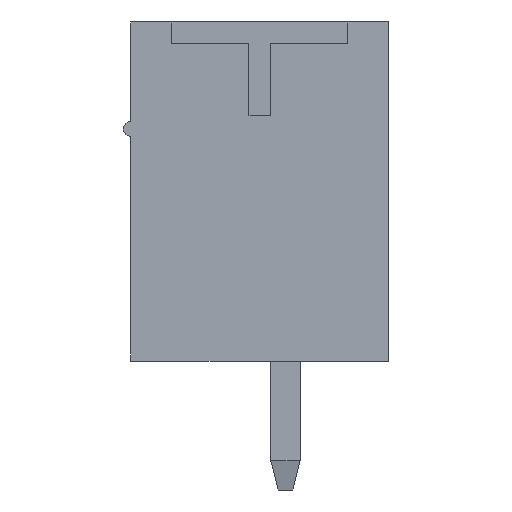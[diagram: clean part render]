
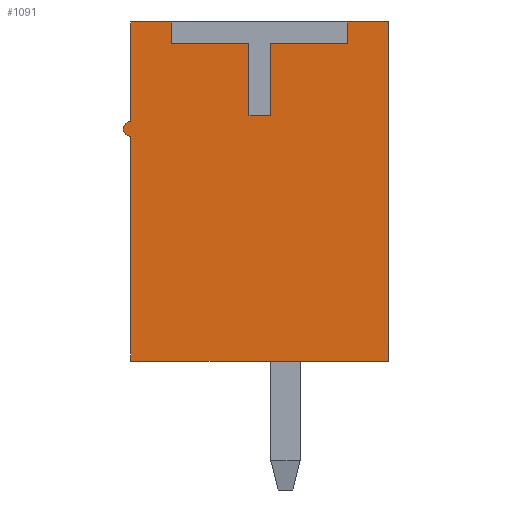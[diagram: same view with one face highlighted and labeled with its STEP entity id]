
A CAD part, left-side view. The second image highlights one B-rep face of the part: STEP entity #1091.
In plain terms, the highlighted planar face has unit normal (-1, 0, 0).
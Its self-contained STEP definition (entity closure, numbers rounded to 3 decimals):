
#1091 = ADVANCED_FACE( '', ( #2207 ), #2208, .F. );
#2207 = FACE_OUTER_BOUND( '', #3359, .T. );
#2208 = PLANE( '', #3360 );
#3359 = EDGE_LOOP( '', ( #6334, #6335, #6336, #6337, #6338, #6339, #6340, #6341, #6342, #6343, #6344, #6345, #6346, #6347 ) );
#3360 = AXIS2_PLACEMENT_3D( '', #6348, #6349, #6350 );
#6334 = ORIENTED_EDGE( '', *, *, #8321, .F. );
#6335 = ORIENTED_EDGE( '', *, *, #8281, .T. );
#6336 = ORIENTED_EDGE( '', *, *, #7780, .T. );
#6337 = ORIENTED_EDGE( '', *, *, #8322, .T. );
#6338 = ORIENTED_EDGE( '', *, *, #7080, .T. );
#6339 = ORIENTED_EDGE( '', *, *, #7588, .T. );
#6340 = ORIENTED_EDGE( '', *, *, #7342, .T. );
#6341 = ORIENTED_EDGE( '', *, *, #7591, .T. );
#6342 = ORIENTED_EDGE( '', *, *, #8323, .F. );
#6343 = ORIENTED_EDGE( '', *, *, #8256, .T. );
#6344 = ORIENTED_EDGE( '', *, *, #8324, .T. );
#6345 = ORIENTED_EDGE( '', *, *, #8325, .T. );
#6346 = ORIENTED_EDGE( '', *, *, #8180, .F. );
#6347 = ORIENTED_EDGE( '', *, *, #7759, .F. );
#6348 = CARTESIAN_POINT( '', ( -14.55, 0., 0. ) );
#6349 = DIRECTION( '', ( 1., 0., 0. ) );
#6350 = DIRECTION( '', ( 0., 0., -1. ) );
#7080 = EDGE_CURVE( '', #8469, #8470, #8471, .T. );
#7342 = EDGE_CURVE( '', #8930, #8931, #8932, .T. );
#7588 = EDGE_CURVE( '', #8470, #8930, #9337, .T. );
#7591 = EDGE_CURVE( '', #8931, #9340, #9341, .T. );
#7759 = EDGE_CURVE( '', #9605, #9607, #9608, .T. );
#7780 = EDGE_CURVE( '', #9638, #9639, #9640, .T. );
#8180 = EDGE_CURVE( '', #9607, #10193, #10194, .T. );
#8256 = EDGE_CURVE( '', #10286, #10288, #10290, .T. );
#8281 = EDGE_CURVE( '', #10319, #9638, #10320, .T. );
#8321 = EDGE_CURVE( '', #10319, #9605, #10366, .T. );
#8322 = EDGE_CURVE( '', #9639, #8469, #10367, .T. );
#8323 = EDGE_CURVE( '', #10286, #9340, #10368, .T. );
#8324 = EDGE_CURVE( '', #10288, #10369, #10370, .F. );
#8325 = EDGE_CURVE( '', #10369, #10193, #10371, .T. );
#8469 = VERTEX_POINT( '', #10533 );
#8470 = VERTEX_POINT( '', #10534 );
#8471 = LINE( '', #10535, #10536 );
#8930 = VERTEX_POINT( '', #11197 );
#8931 = VERTEX_POINT( '', #11198 );
#8932 = LINE( '', #11199, #11200 );
#9337 = LINE( '', #11793, #11794 );
#9340 = VERTEX_POINT( '', #11798 );
#9341 = LINE( '', #11799, #11800 );
#9605 = VERTEX_POINT( '', #12199 );
#9607 = VERTEX_POINT( '', #12202 );
#9608 = LINE( '', #12203, #12204 );
#9638 = VERTEX_POINT( '', #12250 );
#9639 = VERTEX_POINT( '', #12251 );
#9640 = LINE( '', #12252, #12253 );
#10193 = VERTEX_POINT( '', #13077 );
#10194 = LINE( '', #13078, #13079 );
#10286 = VERTEX_POINT( '', #13218 );
#10288 = VERTEX_POINT( '', #13221 );
#10290 = LINE( '', #13224, #13225 );
#10319 = VERTEX_POINT( '', #13266 );
#10320 = LINE( '', #13267, #13268 );
#10366 = LINE( '', #13335, #13336 );
#10367 = LINE( '', #13337, #13338 );
#10368 = LINE( '', #13339, #13340 );
#10369 = VERTEX_POINT( '', #13341 );
#10370 = CIRCLE( '', #13342, 0.2 );
#10371 = LINE( '', #13343, #13344 );
#10533 = CARTESIAN_POINT( '', ( -14.55, -0.39, 2.06 ) );
#10534 = CARTESIAN_POINT( '', ( -14.55, 0.19, 2.06 ) );
#10535 = CARTESIAN_POINT( '', ( -14.55, -0.39, 2.06 ) );
#10536 = VECTOR( '', #13543, 1000. );
#11197 = CARTESIAN_POINT( '', ( -14.55, 0.19, 4.02 ) );
#11198 = CARTESIAN_POINT( '', ( -14.55, 2.28, 4.02 ) );
#11199 = CARTESIAN_POINT( '', ( -14.55, 0.19, 4.02 ) );
#11200 = VECTOR( '', #13785, 1000. );
#11793 = CARTESIAN_POINT( '', ( -14.55, 0.19, 2.06 ) );
#11794 = VECTOR( '', #13998, 1000. );
#11798 = CARTESIAN_POINT( '', ( -14.55, 2.28, 4.6 ) );
#11799 = CARTESIAN_POINT( '', ( -14.55, 2.28, 4.02 ) );
#11800 = VECTOR( '', #14000, 1000. );
#12199 = CARTESIAN_POINT( '', ( -14.55, -3.6, 4.6 ) );
#12202 = CARTESIAN_POINT( '', ( -14.55, -3.6, -4.6 ) );
#12203 = CARTESIAN_POINT( '', ( -14.55, -3.6, 4.6 ) );
#12204 = VECTOR( '', #14143, 1000. );
#12250 = CARTESIAN_POINT( '', ( -14.55, -2.48, 4.02 ) );
#12251 = CARTESIAN_POINT( '', ( -14.55, -0.39, 4.02 ) );
#12252 = CARTESIAN_POINT( '', ( -14.55, -2.48, 4.02 ) );
#12253 = VECTOR( '', #14160, 1000. );
#13077 = CARTESIAN_POINT( '', ( -14.55, 3.4, -4.6 ) );
#13078 = CARTESIAN_POINT( '', ( -14.55, -3.6, -4.6 ) );
#13079 = VECTOR( '', #14468, 1000. );
#13218 = CARTESIAN_POINT( '', ( -14.55, 3.4, 4.6 ) );
#13221 = CARTESIAN_POINT( '', ( -14.55, 3.4, 1.9 ) );
#13224 = CARTESIAN_POINT( '', ( -14.55, 3.4, 0. ) );
#13225 = VECTOR( '', #14530, 1000. );
#13266 = CARTESIAN_POINT( '', ( -14.55, -2.48, 4.6 ) );
#13267 = CARTESIAN_POINT( '', ( -14.55, -2.48, 4.6 ) );
#13268 = VECTOR( '', #14546, 1000. );
#13335 = CARTESIAN_POINT( '', ( -14.55, 3.6, 4.6 ) );
#13336 = VECTOR( '', #14568, 1000. );
#13337 = CARTESIAN_POINT( '', ( -14.55, -0.39, 4.02 ) );
#13338 = VECTOR( '', #14569, 1000. );
#13339 = CARTESIAN_POINT( '', ( -14.55, 3.6, 4.6 ) );
#13340 = VECTOR( '', #14570, 1000. );
#13341 = CARTESIAN_POINT( '', ( -14.55, 3.4, 1.5 ) );
#13342 = AXIS2_PLACEMENT_3D( '', #14571, #14572, #14573 );
#13343 = CARTESIAN_POINT( '', ( -14.55, 3.4, 0. ) );
#13344 = VECTOR( '', #14574, 1000. );
#13543 = DIRECTION( '', ( 0., 1., 0. ) );
#13785 = DIRECTION( '', ( 0., 1., 0. ) );
#13998 = DIRECTION( '', ( 0., 0., 1. ) );
#14000 = DIRECTION( '', ( 0., 0., 1. ) );
#14143 = DIRECTION( '', ( 0., 0., -1. ) );
#14160 = DIRECTION( '', ( 0., 1., 0. ) );
#14468 = DIRECTION( '', ( 0., 1., 0. ) );
#14530 = DIRECTION( '', ( 0., 0., -1. ) );
#14546 = DIRECTION( '', ( 0., 0., -1. ) );
#14568 = DIRECTION( '', ( 0., -1., 0. ) );
#14569 = DIRECTION( '', ( 0., 0., -1. ) );
#14570 = DIRECTION( '', ( 0., -1., 0. ) );
#14571 = CARTESIAN_POINT( '', ( -14.55, 3.4, 1.7 ) );
#14572 = DIRECTION( '', ( 1., 0., 0. ) );
#14573 = DIRECTION( '', ( 0., 0., -1. ) );
#14574 = DIRECTION( '', ( 0., 0., -1. ) );
